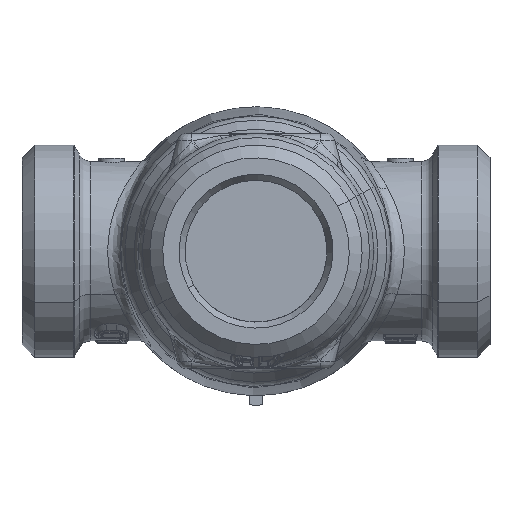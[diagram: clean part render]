
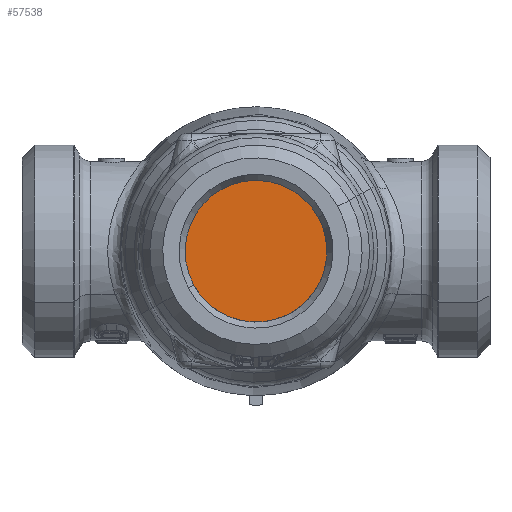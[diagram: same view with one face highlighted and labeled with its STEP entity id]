
A CAD part, front view. The second image highlights one B-rep face of the part: STEP entity #57538.
In plain terms, the highlighted planar face has unit normal (0, -1, 0).
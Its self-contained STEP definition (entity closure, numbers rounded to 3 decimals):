
#57490=CARTESIAN_POINT('Vertex',(-9.697,-56.,-5.298)) ;
#57493=CARTESIAN_POINT('Axis2P3D Location',(0.,-56.,0.)) ;
#57497=CARTESIAN_POINT('Vertex',(9.697,-56.,5.298)) ;
#57512=CARTESIAN_POINT('Axis2P3D Location',(10.5,-56.,0.)) ;
#57518=CARTESIAN_POINT('Control Point',(-9.697,-56.,-5.298)) ;
#57519=CARTESIAN_POINT('Control Point',(-8.865,-56.,-6.821)) ;
#57520=CARTESIAN_POINT('Control Point',(-7.734,-56.,-8.181)) ;
#57521=CARTESIAN_POINT('Control Point',(-6.346,-56.,-9.299)) ;
#57522=CARTESIAN_POINT('Control Point',(-3.207,-56.,-10.93)) ;
#57523=CARTESIAN_POINT('Control Point',(0.316,-56.,-11.253)) ;
#57524=CARTESIAN_POINT('Control Point',(2.088,-56.,-11.063)) ;
#57525=CARTESIAN_POINT('Control Point',(5.461,-56.,-9.996)) ;
#57526=CARTESIAN_POINT('Control Point',(8.181,-56.,-7.734)) ;
#57527=CARTESIAN_POINT('Control Point',(9.299,-56.,-6.346)) ;
#57528=CARTESIAN_POINT('Control Point',(10.93,-56.,-3.207)) ;
#57529=CARTESIAN_POINT('Control Point',(11.253,-56.,0.316)) ;
#57530=CARTESIAN_POINT('Control Point',(11.063,-56.,2.088)) ;
#57531=CARTESIAN_POINT('Control Point',(10.529,-56.,3.774)) ;
#57532=CARTESIAN_POINT('Control Point',(9.697,-56.,5.298)) ;
#57494=DIRECTION('Axis2P3D Direction',(0.,-1.,0.)) ;
#57513=DIRECTION('Axis2P3D Direction',(0.,-1.,0.)) ;
#57514=DIRECTION('Axis2P3D XDirection',(1.,0.,0.)) ;
#57495=AXIS2_PLACEMENT_3D('Circle Axis2P3D',#57493,#57494,$) ;
#57515=AXIS2_PLACEMENT_3D('Plane Axis2P3D',#57512,#57513,#57514) ;
#57535=ORIENTED_EDGE('',*,*,#57499,.F.) ;
#57536=ORIENTED_EDGE('',*,*,#57533,.F.) ;
#57538=ADVANCED_FACE('PartBody',(#57537),#57516,.T.) ;
#57517=B_SPLINE_CURVE_WITH_KNOTS('',5,(#57518,#57519,#57520,#57521,#57522,#57523,#57524,#57525,#57526,#57527,#57528,#57529,#57530,#57531,#57532),.UNSPECIFIED.,.F.,.U.,(6,3,3,3,6),(40.24,48.918,57.597,66.276,74.954),.UNSPECIFIED.) ;
#57496=CIRCLE('generated circle',#57495,11.05) ;
#57499=EDGE_CURVE('',#57491,#57498,#57496,.F.) ;
#57533=EDGE_CURVE('',#57498,#57491,#57517,.F.) ;
#57534=EDGE_LOOP('',(#57535,#57536)) ;
#57537=FACE_OUTER_BOUND('',#57534,.T.) ;
#57516=PLANE('',#57515) ;
#57491=VERTEX_POINT('',#57490) ;
#57498=VERTEX_POINT('',#57497) ;
